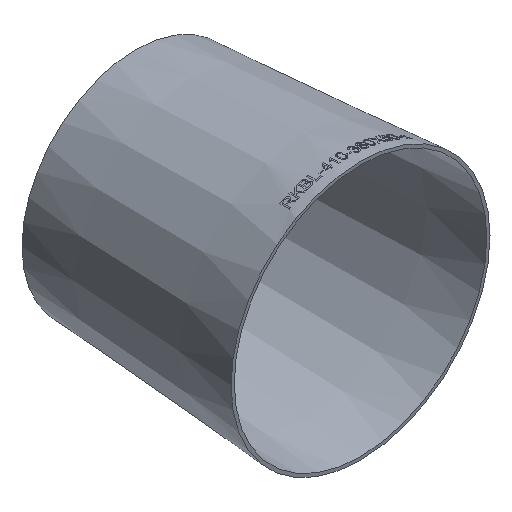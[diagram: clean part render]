
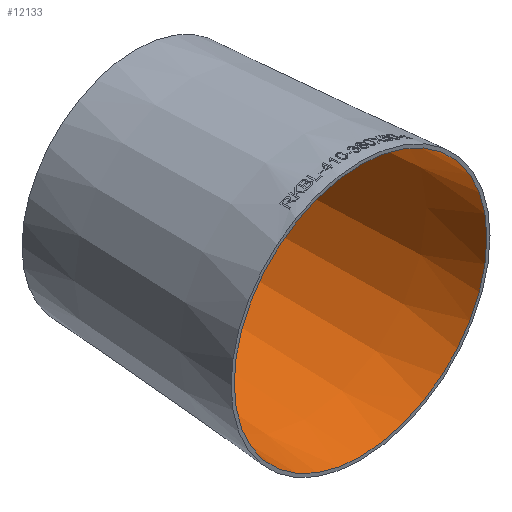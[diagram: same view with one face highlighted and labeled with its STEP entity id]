
A CAD part, isometric view. The second image highlights one B-rep face of the part: STEP entity #12133.
In plain terms, the highlighted conical face has half-angle 4.017 degrees and reference radius 199.988 mm.
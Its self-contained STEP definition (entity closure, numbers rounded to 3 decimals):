
#3457 = CARTESIAN_POINT ( 'NONE',  ( 0., 0., 0. ) ) ;
#6525 = EDGE_CURVE ( 'NONE', #36477, #36477, #21236, .T. ) ;
#7164 = FACE_BOUND ( 'NONE', #32620, .T. ) ;
#7362 = ORIENTED_EDGE ( 'NONE', *, *, #24151, .T. ) ;
#12133 = ADVANCED_FACE ( 'NONE', ( #7164, #13756 ), #23485, .F. ) ;
#12657 = CIRCLE ( 'NONE', #20476, 199.988 ) ;
#13756 = FACE_OUTER_BOUND ( 'NONE', #17413, .T. ) ;
#14333 = AXIS2_PLACEMENT_3D ( 'NONE', #3457, #37988, #34899 ) ;
#14710 = DIRECTION ( 'NONE',  ( 0., 0., -1. ) ) ;
#14953 = ORIENTED_EDGE ( 'NONE', *, *, #6525, .F. ) ;
#17413 = EDGE_LOOP ( 'NONE', ( #7362 ) ) ;
#17952 = AXIS2_PLACEMENT_3D ( 'NONE', #21263, #39961, #14710 ) ;
#18268 = CARTESIAN_POINT ( 'NONE',  ( 0., 0., 0. ) ) ;
#20476 = AXIS2_PLACEMENT_3D ( 'NONE', #18268, #36756, #33263 ) ;
#21236 = CIRCLE ( 'NONE', #17952, 174.988 ) ;
#21263 = CARTESIAN_POINT ( 'NONE',  ( 0., 356., 0. ) ) ;
#23485 = CONICAL_SURFACE ( 'NONE', #14333, 199.988, 0.07 ) ;
#24151 = EDGE_CURVE ( 'NONE', #35864, #35864, #12657, .T. ) ;
#26422 = CARTESIAN_POINT ( 'NONE',  ( 0., 356., -174.988 ) ) ;
#27021 = CARTESIAN_POINT ( 'NONE',  ( 0., 0., -199.988 ) ) ;
#32620 = EDGE_LOOP ( 'NONE', ( #14953 ) ) ;
#33263 = DIRECTION ( 'NONE',  ( 0., 0., -1. ) ) ;
#34899 = DIRECTION ( 'NONE',  ( 0., 0., -1. ) ) ;
#35864 = VERTEX_POINT ( 'NONE', #27021 ) ;
#36477 = VERTEX_POINT ( 'NONE', #26422 ) ;
#36756 = DIRECTION ( 'NONE',  ( 0., -1., 0. ) ) ;
#37988 = DIRECTION ( 'NONE',  ( 0., -1., 0. ) ) ;
#39961 = DIRECTION ( 'NONE',  ( 0., -1., 0. ) ) ;
